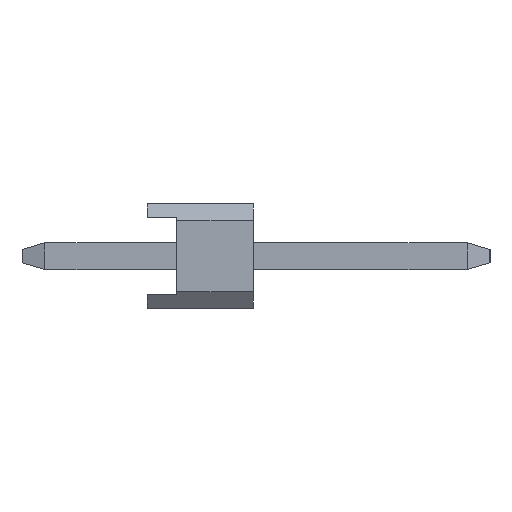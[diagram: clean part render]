
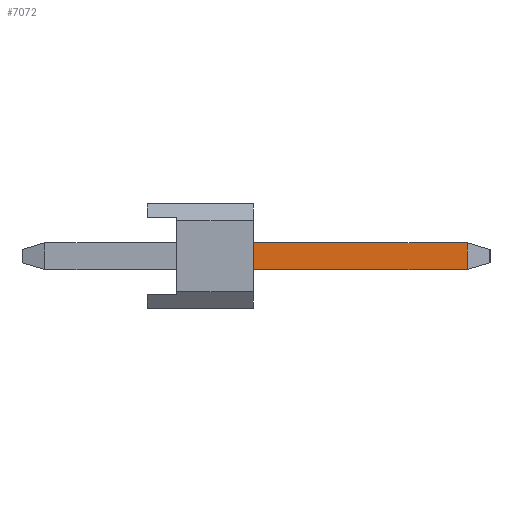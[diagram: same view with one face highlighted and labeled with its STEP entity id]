
A CAD part, left-side view. The second image highlights one B-rep face of the part: STEP entity #7072.
In plain terms, the highlighted planar face has unit normal (-1, 0, 0).
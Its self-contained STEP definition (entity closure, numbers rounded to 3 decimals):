
#4318=VERTEX_POINT('',#10319);
#4474=EDGE_CURVE('',#4318,#4548,#10486,.T.);
#4548=VERTEX_POINT('',#10569);
#5046=EDGE_CURVE('',#7788,#4318,#11109,.T.);
#5730=VERTEX_POINT('',#11868);
#5846=EDGE_CURVE('',#5730,#7788,#11990,.T.);
#7072=ADVANCED_FACE('',(#13328),#13329,.T.);
#7192=EDGE_CURVE('',#4548,#5730,#13459,.T.);
#7788=VERTEX_POINT('',#14105);
#10319=CARTESIAN_POINT('',(-23.18,-7.654,0.32));
#10486=LINE('',#17710,#17711);
#10569=CARTESIAN_POINT('',(-23.18,-7.654,-0.32));
#11109=LINE('',#18625,#18626);
#11868=CARTESIAN_POINT('',(-23.18,-2.54,-0.32));
#11990=LINE('',#19880,#19881);
#13328=FACE_OUTER_BOUND('',#21813,.T.);
#13329=PLANE('',#21814);
#13459=LINE('',#22013,#22014);
#14105=CARTESIAN_POINT('',(-23.18,-2.54,0.32));
#17710=CARTESIAN_POINT('',(-23.18,-7.654,0.5));
#17711=VECTOR('',#26294,1.0);
#18625=CARTESIAN_POINT('',(-23.18,-2.6,0.32));
#18626=VECTOR('',#26860,1.0);
#19880=CARTESIAN_POINT('',(-23.18,-2.54,0.252));
#19881=VECTOR('',#27719,1.0);
#21813=EDGE_LOOP('',(#28944,#28945,#28946,#28947));
#21814=AXIS2_PLACEMENT_3D('',#28948,#28949,#28950);
#22013=CARTESIAN_POINT('',(-23.18,2.454,-0.32));
#22014=VECTOR('',#29069,1.0);
#26294=DIRECTION('',(0.0,0.,-1.0));
#26860=DIRECTION('',(0.,-1.0,0.));
#27719=DIRECTION('',(0.,0.,1.0));
#28944=ORIENTED_EDGE('',*,*,#5846,.F.);
#28945=ORIENTED_EDGE('',*,*,#7192,.F.);
#28946=ORIENTED_EDGE('',*,*,#4474,.F.);
#28947=ORIENTED_EDGE('',*,*,#5046,.F.);
#28948=CARTESIAN_POINT('',(-23.18,2.454,0.5));
#28949=DIRECTION('',(-1.0,0.,0.));
#28950=DIRECTION('',(0.,1.0,0.));
#29069=DIRECTION('',(0.,1.0,0.));
